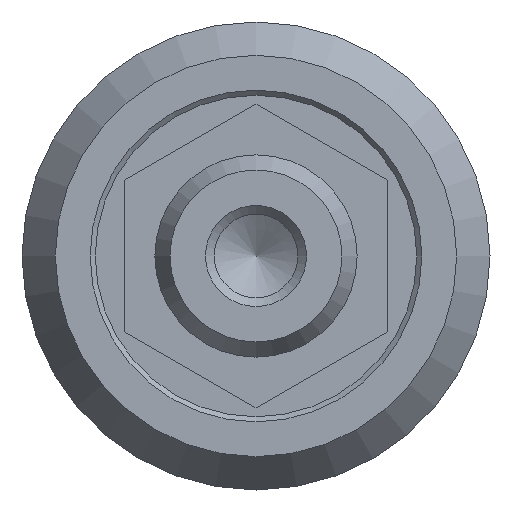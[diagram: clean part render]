
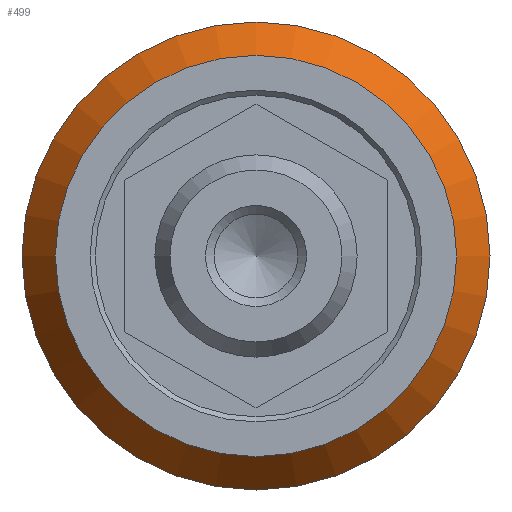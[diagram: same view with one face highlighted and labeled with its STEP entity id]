
A CAD part, left-side view. The second image highlights one B-rep face of the part: STEP entity #499.
In plain terms, the highlighted conical face has half-angle 35.596 degrees and reference radius 9.92 mm.
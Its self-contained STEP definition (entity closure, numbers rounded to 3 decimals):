
#26=CONICAL_SURFACE('',#532,9.92,0.621);
#81=ORIENTED_EDGE('',*,*,#149,.F.);
#82=ORIENTED_EDGE('',*,*,#148,.T.);
#148=EDGE_CURVE('',#183,#183,#207,.T.);
#149=EDGE_CURVE('',#184,#184,#208,.T.);
#183=VERTEX_POINT('',#693);
#184=VERTEX_POINT('',#696);
#207=CIRCLE('',#531,9.92);
#208=CIRCLE('',#533,11.57);
#228=EDGE_LOOP('',(#81));
#229=EDGE_LOOP('',(#82));
#270=FACE_BOUND('',#228,.T.);
#271=FACE_BOUND('',#229,.T.);
#499=ADVANCED_FACE('',(#270,#271),#26,.T.);
#531=AXIS2_PLACEMENT_3D('',#692,#586,#587);
#532=AXIS2_PLACEMENT_3D('',#694,#588,#589);
#533=AXIS2_PLACEMENT_3D('',#695,#590,#591);
#586=DIRECTION('',(1.,0.,0.));
#587=DIRECTION('',(0.,0.,-1.));
#588=DIRECTION('',(1.,0.,0.));
#589=DIRECTION('',(0.,0.,-1.));
#590=DIRECTION('',(1.,0.,0.));
#591=DIRECTION('',(0.,0.,-1.));
#692=CARTESIAN_POINT('',(6.,0.,0.));
#693=CARTESIAN_POINT('',(6.,0.,-9.92));
#694=CARTESIAN_POINT('',(6.,0.,0.));
#695=CARTESIAN_POINT('',(8.305,0.,0.));
#696=CARTESIAN_POINT('',(8.305,0.,-11.57));
